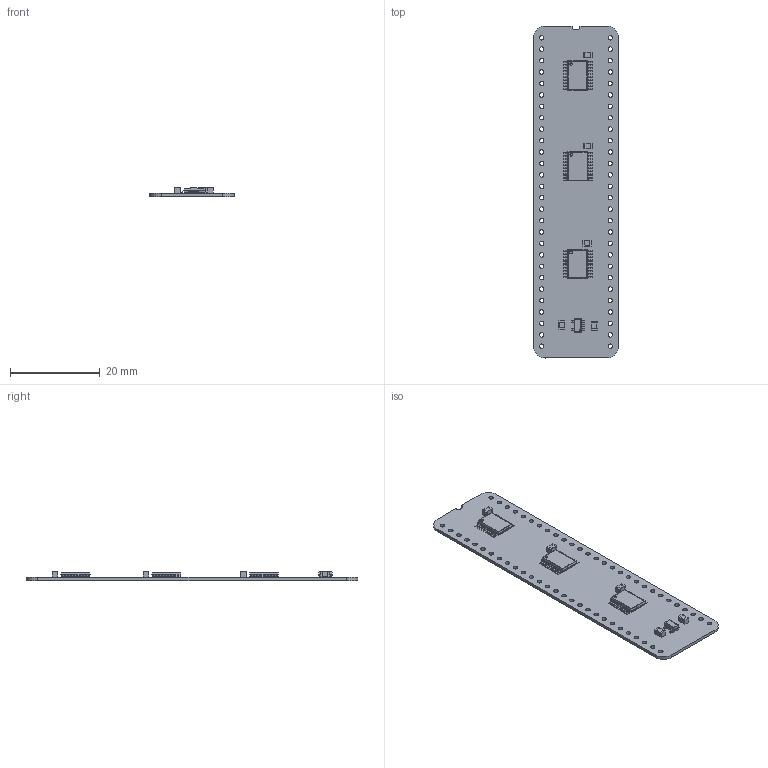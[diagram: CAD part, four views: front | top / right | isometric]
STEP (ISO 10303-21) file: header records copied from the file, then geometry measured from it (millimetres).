
FILE_DESCRIPTION(('KiCad electronic assembly'),'2;1');
FILE_NAME('Address Buffer 24bit.step','2024-08-14T09:43:24',('Pcbnew'),( 'Kicad'),'Open CASCADE STEP processor 7.8','KiCad to STEP converter' ,'Unknown');
FILE_SCHEMA(('AUTOMOTIVE_DESIGN { 1 0 10303 214 1 1 1 1 }'));
Length unit declared in the file: millimetre
Products named in the file (8): Address Buffer 24bit 1; 74LVC273PW,118; ASSEMBLY; C_0805_2012Metric; AP7365-33WG-7; Video Address Output_PCB
Assembly tree (13 placements, depth 3):
  Address Buffer 24bit 1
    74LVC273PW,118  x3
      ASSEMBLY
    C_0805_2012Metric  x5
      C_0805_2012Metric
    AP7365-33WG-7
      ASSEMBLY
    Video Address Output_PCB
Bounding box: 18.8 x 73.81 x 2.05 mm (x, y, z)
Volume: 1040.6 mm3; surface area: 3293.9 mm2
Topology: 75 solids, 75 shells, 1149 faces, 2891 edges, 1906 vertices
Faces by surface type: plane 797, cylinder 352
Full cylindrical faces by diameter (mm): 0.2 x1, 0.55 x3, 1 x56
Entity records: 14664 total; most frequent: DIRECTION 2471, CARTESIAN_POINT 2454, ORIENTED_EDGE 2378, EDGE_CURVE 1189, LINE 873, VECTOR 873, AXIS2_PLACEMENT_3D 799, VERTEX_POINT 782
